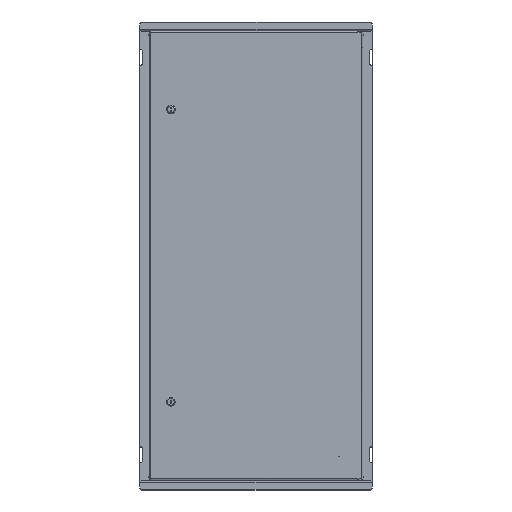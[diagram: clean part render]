
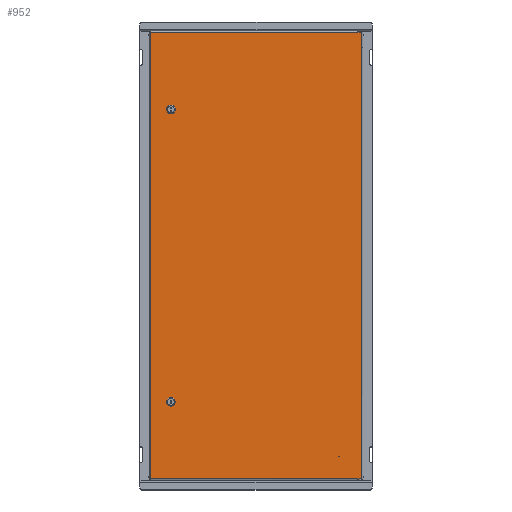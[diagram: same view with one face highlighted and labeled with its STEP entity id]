
A CAD part, top view. The second image highlights one B-rep face of the part: STEP entity #952.
In plain terms, the highlighted planar face has unit normal (0, 0, 1).
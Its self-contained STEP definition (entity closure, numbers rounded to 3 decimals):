
#17 = VERTEX_POINT ( 'NONE', #8062 ) ;
#280 = DIRECTION ( 'NONE',  ( 0., 0., 1. ) ) ;
#323 = CARTESIAN_POINT ( 'NONE',  ( -268.9, 569.9, 0. ) ) ;
#367 = DIRECTION ( 'NONE',  ( 0., 1., 0. ) ) ;
#447 = EDGE_CURVE ( 'NONE', #7817, #13511, #2387, .T. ) ;
#516 = CIRCLE ( 'NONE', #789, 9.5 ) ;
#582 = CARTESIAN_POINT ( 'NONE',  ( -217., -373., 0. ) ) ;
#606 = CARTESIAN_POINT ( 'NONE',  ( 260., 569.9, 0. ) ) ;
#759 = LINE ( 'NONE', #2578, #2909 ) ;
#789 = AXIS2_PLACEMENT_3D ( 'NONE', #582, #4592, #14219 ) ;
#894 = DIRECTION ( 'NONE',  ( 1., 0., 0. ) ) ;
#952 = ADVANCED_FACE ( 'NONE', ( #10229, #1940, #5941, #8707 ), #2025, .T. ) ;
#1140 = VERTEX_POINT ( 'NONE', #5266 ) ;
#1344 = CIRCLE ( 'NONE', #11177, 9.5 ) ;
#1583 = AXIS2_PLACEMENT_3D ( 'NONE', #14868, #12381, #12212 ) ;
#1903 = ORIENTED_EDGE ( 'NONE', *, *, #7511, .T. ) ;
#1940 = FACE_BOUND ( 'NONE', #12127, .T. ) ;
#2004 = VERTEX_POINT ( 'NONE', #10121 ) ;
#2007 = CARTESIAN_POINT ( 'NONE',  ( -208.75, 368.29, 0. ) ) ;
#2025 = PLANE ( 'NONE',  #15534 ) ;
#2100 = CARTESIAN_POINT ( 'NONE',  ( -225.25, 377.71, 0. ) ) ;
#2368 = ORIENTED_EDGE ( 'NONE', *, *, #9269, .T. ) ;
#2387 = LINE ( 'NONE', #6473, #13244 ) ;
#2578 = CARTESIAN_POINT ( 'NONE',  ( -208.75, -368.29, 0. ) ) ;
#2750 = ORIENTED_EDGE ( 'NONE', *, *, #3179, .T. ) ;
#2778 = DIRECTION ( 'NONE',  ( 0., 0., 1. ) ) ;
#2909 = VECTOR ( 'NONE', #3714, 1000. ) ;
#3010 = CARTESIAN_POINT ( 'NONE',  ( -208.75, 368.29, 0. ) ) ;
#3029 = ORIENTED_EDGE ( 'NONE', *, *, #5957, .T. ) ;
#3160 = CARTESIAN_POINT ( 'NONE',  ( -208.75, -377.71, 0. ) ) ;
#3179 = EDGE_CURVE ( 'NONE', #17, #7817, #4326, .T. ) ;
#3278 = CARTESIAN_POINT ( 'NONE',  ( -225.25, 368.29, 0. ) ) ;
#3330 = EDGE_CURVE ( 'NONE', #6545, #14079, #759, .T. ) ;
#3409 = CIRCLE ( 'NONE', #12425, 9.5 ) ;
#3484 = VECTOR ( 'NONE', #16996, 1000. ) ;
#3578 = ORIENTED_EDGE ( 'NONE', *, *, #5350, .F. ) ;
#3607 = DIRECTION ( 'NONE',  ( -1., 0., 0. ) ) ;
#3687 = DIRECTION ( 'NONE',  ( 0., 0., -1. ) ) ;
#3714 = DIRECTION ( 'NONE',  ( 0., -1., 0. ) ) ;
#4124 = LINE ( 'NONE', #9418, #6281 ) ;
#4326 = LINE ( 'NONE', #16423, #10238 ) ;
#4486 = LINE ( 'NONE', #3278, #13918 ) ;
#4592 = DIRECTION ( 'NONE',  ( 0., 0., -1. ) ) ;
#4693 = AXIS2_PLACEMENT_3D ( 'NONE', #15459, #3687, #7275 ) ;
#4838 = ORIENTED_EDGE ( 'NONE', *, *, #3330, .T. ) ;
#4877 = CARTESIAN_POINT ( 'NONE',  ( -268.9, 571.788, 0. ) ) ;
#5136 = LINE ( 'NONE', #9226, #3484 ) ;
#5266 = CARTESIAN_POINT ( 'NONE',  ( 260., -569.9, 0. ) ) ;
#5296 = CARTESIAN_POINT ( 'NONE',  ( -225.25, 368.29, 0. ) ) ;
#5334 = ORIENTED_EDGE ( 'NONE', *, *, #447, .T. ) ;
#5350 = EDGE_CURVE ( 'NONE', #6718, #6796, #11149, .T. ) ;
#5359 = CARTESIAN_POINT ( 'NONE',  ( -217., 373., 0. ) ) ;
#5369 = CIRCLE ( 'NONE', #7631, 0.5 ) ;
#5588 = CARTESIAN_POINT ( 'NONE',  ( 212.5, -513., 0. ) ) ;
#5746 = CARTESIAN_POINT ( 'NONE',  ( 212., -513., 0. ) ) ;
#5941 = FACE_OUTER_BOUND ( 'NONE', #6937, .T. ) ;
#5957 = EDGE_CURVE ( 'NONE', #14079, #6167, #17093, .T. ) ;
#6121 = EDGE_CURVE ( 'NONE', #10349, #14527, #1344, .T. ) ;
#6167 = VERTEX_POINT ( 'NONE', #6197 ) ;
#6197 = CARTESIAN_POINT ( 'NONE',  ( -225.25, -377.71, 0. ) ) ;
#6281 = VECTOR ( 'NONE', #367, 1000. ) ;
#6403 = EDGE_CURVE ( 'NONE', #2004, #6545, #516, .T. ) ;
#6473 = CARTESIAN_POINT ( 'NONE',  ( 270.788, 569.9, 0. ) ) ;
#6545 = VERTEX_POINT ( 'NONE', #16952 ) ;
#6661 = ORIENTED_EDGE ( 'NONE', *, *, #6974, .F. ) ;
#6668 = DIRECTION ( 'NONE',  ( 1., 0., 0. ) ) ;
#6718 = VERTEX_POINT ( 'NONE', #5588 ) ;
#6796 = VERTEX_POINT ( 'NONE', #12254 ) ;
#6937 = EDGE_LOOP ( 'NONE', ( #15692, #12781, #1903, #17114, #2750, #5334 ) ) ;
#6974 = EDGE_CURVE ( 'NONE', #12885, #10349, #4486, .T. ) ;
#7031 = CARTESIAN_POINT ( 'NONE',  ( -270.788, -569.9, 0. ) ) ;
#7230 = VECTOR ( 'NONE', #10014, 1000. ) ;
#7265 = EDGE_CURVE ( 'NONE', #17009, #17, #4124, .T. ) ;
#7275 = DIRECTION ( 'NONE',  ( 1., 0., 0. ) ) ;
#7511 = EDGE_CURVE ( 'NONE', #1140, #17009, #5136, .T. ) ;
#7527 = CARTESIAN_POINT ( 'NONE',  ( 0., 0., 0. ) ) ;
#7600 = CARTESIAN_POINT ( 'NONE',  ( -268.9, -569.9, 0. ) ) ;
#7631 = AXIS2_PLACEMENT_3D ( 'NONE', #5746, #280, #11165 ) ;
#7817 = VERTEX_POINT ( 'NONE', #606 ) ;
#7847 = ORIENTED_EDGE ( 'NONE', *, *, #14902, .F. ) ;
#8004 = ORIENTED_EDGE ( 'NONE', *, *, #14376, .F. ) ;
#8062 = CARTESIAN_POINT ( 'NONE',  ( 268.9, 569.9, 0. ) ) ;
#8294 = LINE ( 'NONE', #14775, #12263 ) ;
#8559 = ORIENTED_EDGE ( 'NONE', *, *, #12801, .F. ) ;
#8707 = FACE_BOUND ( 'NONE', #12489, .T. ) ;
#8726 = DIRECTION ( 'NONE',  ( 0., -1., 0. ) ) ;
#9226 = CARTESIAN_POINT ( 'NONE',  ( -270.788, -569.9, 0. ) ) ;
#9269 = EDGE_CURVE ( 'NONE', #6167, #2004, #8294, .T. ) ;
#9418 = CARTESIAN_POINT ( 'NONE',  ( 268.9, -571.788, 0. ) ) ;
#9533 = ORIENTED_EDGE ( 'NONE', *, *, #6403, .T. ) ;
#10014 = DIRECTION ( 'NONE',  ( 0., -1., 0. ) ) ;
#10084 = CARTESIAN_POINT ( 'NONE',  ( 268.9, -569.9, 0. ) ) ;
#10121 = CARTESIAN_POINT ( 'NONE',  ( -225.25, -368.29, 0. ) ) ;
#10229 = FACE_BOUND ( 'NONE', #13821, .T. ) ;
#10238 = VECTOR ( 'NONE', #15116, 1000. ) ;
#10349 = VERTEX_POINT ( 'NONE', #5296 ) ;
#10777 = CARTESIAN_POINT ( 'NONE',  ( -208.75, 377.71, 0. ) ) ;
#10787 = EDGE_CURVE ( 'NONE', #15118, #1140, #12458, .T. ) ;
#10809 = VECTOR ( 'NONE', #16722, 1000. ) ;
#11149 = CIRCLE ( 'NONE', #1583, 0.5 ) ;
#11165 = DIRECTION ( 'NONE',  ( 1., 0., 0. ) ) ;
#11177 = AXIS2_PLACEMENT_3D ( 'NONE', #5359, #2778, #14338 ) ;
#11444 = DIRECTION ( 'NONE',  ( 0., 0., 1. ) ) ;
#12127 = EDGE_LOOP ( 'NONE', ( #8004, #8559, #17127, #6661 ) ) ;
#12212 = DIRECTION ( 'NONE',  ( 1., 0., 0. ) ) ;
#12254 = CARTESIAN_POINT ( 'NONE',  ( 211.5, -513., 0. ) ) ;
#12263 = VECTOR ( 'NONE', #13455, 1000. ) ;
#12381 = DIRECTION ( 'NONE',  ( 0., 0., 1. ) ) ;
#12425 = AXIS2_PLACEMENT_3D ( 'NONE', #14742, #13419, #6668 ) ;
#12458 = LINE ( 'NONE', #7031, #12696 ) ;
#12489 = EDGE_LOOP ( 'NONE', ( #4838, #3029, #2368, #9533 ) ) ;
#12696 = VECTOR ( 'NONE', #16426, 1000. ) ;
#12781 = ORIENTED_EDGE ( 'NONE', *, *, #10787, .T. ) ;
#12801 = EDGE_CURVE ( 'NONE', #14527, #15623, #12846, .T. ) ;
#12846 = LINE ( 'NONE', #2007, #10809 ) ;
#12885 = VERTEX_POINT ( 'NONE', #2100 ) ;
#13244 = VECTOR ( 'NONE', #3607, 1000. ) ;
#13365 = EDGE_CURVE ( 'NONE', #13511, #15118, #16969, .T. ) ;
#13419 = DIRECTION ( 'NONE',  ( 0., 0., 1. ) ) ;
#13455 = DIRECTION ( 'NONE',  ( 0., 1., 0. ) ) ;
#13511 = VERTEX_POINT ( 'NONE', #323 ) ;
#13821 = EDGE_LOOP ( 'NONE', ( #7847, #3578 ) ) ;
#13918 = VECTOR ( 'NONE', #8726, 1000. ) ;
#14079 = VERTEX_POINT ( 'NONE', #3160 ) ;
#14219 = DIRECTION ( 'NONE',  ( 1., 0., 0. ) ) ;
#14338 = DIRECTION ( 'NONE',  ( 1., 0., 0. ) ) ;
#14376 = EDGE_CURVE ( 'NONE', #15623, #12885, #3409, .T. ) ;
#14527 = VERTEX_POINT ( 'NONE', #3010 ) ;
#14742 = CARTESIAN_POINT ( 'NONE',  ( -217., 373., 0. ) ) ;
#14775 = CARTESIAN_POINT ( 'NONE',  ( -225.25, -368.29, 0. ) ) ;
#14868 = CARTESIAN_POINT ( 'NONE',  ( 212., -513., 0. ) ) ;
#14902 = EDGE_CURVE ( 'NONE', #6796, #6718, #5369, .T. ) ;
#15116 = DIRECTION ( 'NONE',  ( -1., 0., 0. ) ) ;
#15118 = VERTEX_POINT ( 'NONE', #7600 ) ;
#15459 = CARTESIAN_POINT ( 'NONE',  ( -217., -373., 0. ) ) ;
#15534 = AXIS2_PLACEMENT_3D ( 'NONE', #7527, #11444, #894 ) ;
#15623 = VERTEX_POINT ( 'NONE', #10777 ) ;
#15692 = ORIENTED_EDGE ( 'NONE', *, *, #13365, .T. ) ;
#16423 = CARTESIAN_POINT ( 'NONE',  ( 270.788, 569.9, 0. ) ) ;
#16426 = DIRECTION ( 'NONE',  ( 1., 0., 0. ) ) ;
#16722 = DIRECTION ( 'NONE',  ( 0., 1., 0. ) ) ;
#16952 = CARTESIAN_POINT ( 'NONE',  ( -208.75, -368.29, 0. ) ) ;
#16969 = LINE ( 'NONE', #4877, #7230 ) ;
#16996 = DIRECTION ( 'NONE',  ( 1., 0., 0. ) ) ;
#17009 = VERTEX_POINT ( 'NONE', #10084 ) ;
#17093 = CIRCLE ( 'NONE', #4693, 9.5 ) ;
#17114 = ORIENTED_EDGE ( 'NONE', *, *, #7265, .T. ) ;
#17127 = ORIENTED_EDGE ( 'NONE', *, *, #6121, .F. ) ;
